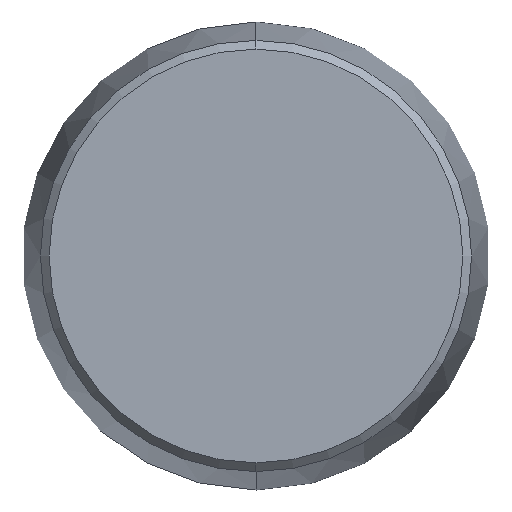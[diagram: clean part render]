
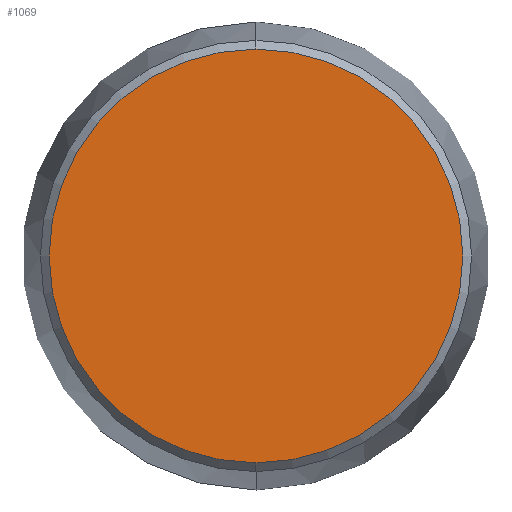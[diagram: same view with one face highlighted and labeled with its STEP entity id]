
A CAD part, left-side view. The second image highlights one B-rep face of the part: STEP entity #1069.
In plain terms, the highlighted planar face has unit normal (-1, 0, 0).
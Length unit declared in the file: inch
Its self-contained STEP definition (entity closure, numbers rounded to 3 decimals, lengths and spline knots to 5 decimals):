
#51 = DIRECTION ( 'NONE',  ( 1., 0., 0. ) ) ;
#112 = CARTESIAN_POINT ( 'NONE',  ( 0., 0., 0. ) ) ;
#116 = DIRECTION ( 'NONE',  ( 1., 0., 0. ) ) ;
#121 = DIRECTION ( 'NONE',  ( 0., 0., 1. ) ) ;
#320 = AXIS2_PLACEMENT_3D ( 'NONE', #112, #116, #121 ) ;
#426 = EDGE_CURVE ( 'NONE', #1592, #1409, #931, .T. ) ;
#636 = DIRECTION ( 'NONE',  ( 0., 0., 1. ) ) ;
#723 = CARTESIAN_POINT ( 'NONE',  ( 0., 0., 0.02495 ) ) ;
#792 = AXIS2_PLACEMENT_3D ( 'NONE', #1526, #1530, #1534 ) ;
#853 = CARTESIAN_POINT ( 'NONE',  ( 0., 0., -0.02495 ) ) ;
#861 = ORIENTED_EDGE ( 'NONE', *, *, #426, .F. ) ;
#931 = CIRCLE ( 'NONE', #320, 0.02495 ) ;
#1061 = AXIS2_PLACEMENT_3D ( 'NONE', #1773, #51, #636 ) ;
#1069 = ADVANCED_FACE ( 'NONE', ( #1659 ), #1474, .F. ) ;
#1255 = EDGE_CURVE ( 'NONE', #1409, #1592, #1376, .T. ) ;
#1263 = ORIENTED_EDGE ( 'NONE', *, *, #1255, .F. ) ;
#1295 = EDGE_LOOP ( 'NONE', ( #861, #1263 ) ) ;
#1376 = CIRCLE ( 'NONE', #1061, 0.02495 ) ;
#1409 = VERTEX_POINT ( 'NONE', #853 ) ;
#1474 = PLANE ( 'NONE',  #792 ) ;
#1526 = CARTESIAN_POINT ( 'NONE',  ( 0., -0.02045, 0. ) ) ;
#1530 = DIRECTION ( 'NONE',  ( 1., 0., 0. ) ) ;
#1534 = DIRECTION ( 'NONE',  ( 0., 0., 1. ) ) ;
#1592 = VERTEX_POINT ( 'NONE', #723 ) ;
#1659 = FACE_OUTER_BOUND ( 'NONE', #1295, .T. ) ;
#1773 = CARTESIAN_POINT ( 'NONE',  ( 0., 0., 0. ) ) ;
